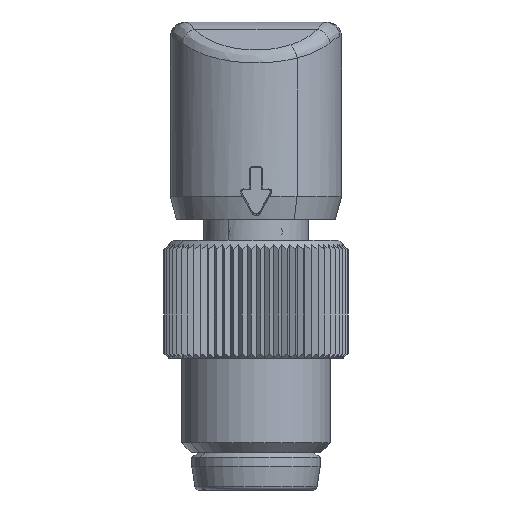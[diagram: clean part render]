
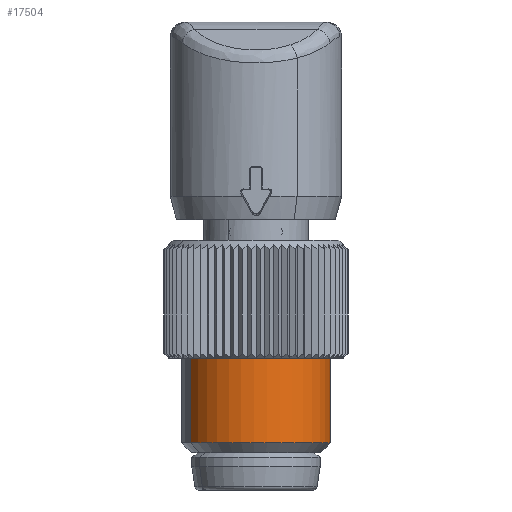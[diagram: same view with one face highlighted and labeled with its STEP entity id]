
A CAD part, front view. The second image highlights one B-rep face of the part: STEP entity #17504.
In plain terms, the highlighted cylindrical face has radius 4 mm (diameter 8 mm), a partial arc.
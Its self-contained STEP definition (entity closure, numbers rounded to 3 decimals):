
#12794=AXIS2_PLACEMENT_3D('Circle Axis2P3D',#12792,#12793,$) ;
#17465=AXIS2_PLACEMENT_3D('Cylinder Axis2P3D',#17462,#17463,#17464) ;
#17495=AXIS2_PLACEMENT_3D('Circle Axis2P3D',#17493,#17494,$) ;
#12792=CARTESIAN_POINT('Axis2P3D Location',(4.948,4.948,7.055)) ;
#12796=CARTESIAN_POINT('Vertex',(1.437,3.03,7.055)) ;
#12798=CARTESIAN_POINT('Vertex',(8.458,6.865,7.055)) ;
#17462=CARTESIAN_POINT('Axis2P3D Location',(4.948,4.948,7.702)) ;
#17467=CARTESIAN_POINT('Line Origine',(8.458,6.865,4.794)) ;
#17471=CARTESIAN_POINT('Vertex',(8.458,6.865,2.533)) ;
#17478=CARTESIAN_POINT('Vertex',(1.437,3.03,2.533)) ;
#17481=CARTESIAN_POINT('Line Origine',(1.437,3.03,4.794)) ;
#17493=CARTESIAN_POINT('Axis2P3D Location',(4.948,4.948,2.533)) ;
#12793=DIRECTION('Axis2P3D Direction',(0.,0.,1.)) ;
#17463=DIRECTION('Axis2P3D Direction',(0.,0.,1.)) ;
#17464=DIRECTION('Axis2P3D XDirection',(0.878,0.479,0.)) ;
#17468=DIRECTION('Vector Direction',(0.,0.,1.)) ;
#17482=DIRECTION('Vector Direction',(0.,0.,1.)) ;
#17494=DIRECTION('Axis2P3D Direction',(0.,0.,1.)) ;
#17469=VECTOR('Line Direction',#17468,1.) ;
#17483=VECTOR('Line Direction',#17482,1.) ;
#17499=ORIENTED_EDGE('',*,*,#12800,.F.) ;
#17500=ORIENTED_EDGE('',*,*,#17485,.T.) ;
#17501=ORIENTED_EDGE('',*,*,#17497,.T.) ;
#17502=ORIENTED_EDGE('',*,*,#17473,.F.) ;
#17504=ADVANCED_FACE('Hauptkoerper',(#17503),#17466,.T.) ;
#12795=CIRCLE('generated circle',#12794,4.) ;
#17496=CIRCLE('generated circle',#17495,4.) ;
#17466=CYLINDRICAL_SURFACE('generated cylinder',#17465,4.) ;
#12800=EDGE_CURVE('',#12797,#12799,#12795,.T.) ;
#17473=EDGE_CURVE('',#12799,#17472,#17470,.F.) ;
#17485=EDGE_CURVE('',#12797,#17479,#17484,.F.) ;
#17497=EDGE_CURVE('',#17479,#17472,#17496,.T.) ;
#17498=EDGE_LOOP('',(#17499,#17500,#17501,#17502)) ;
#17503=FACE_OUTER_BOUND('',#17498,.T.) ;
#17470=LINE('Line',#17467,#17469) ;
#17484=LINE('Line',#17481,#17483) ;
#12797=VERTEX_POINT('',#12796) ;
#12799=VERTEX_POINT('',#12798) ;
#17472=VERTEX_POINT('',#17471) ;
#17479=VERTEX_POINT('',#17478) ;
